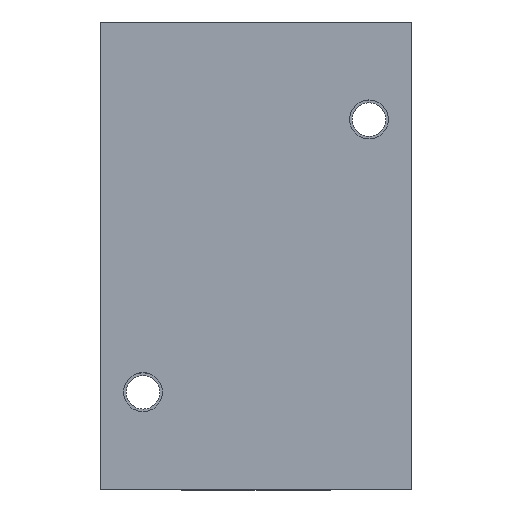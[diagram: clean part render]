
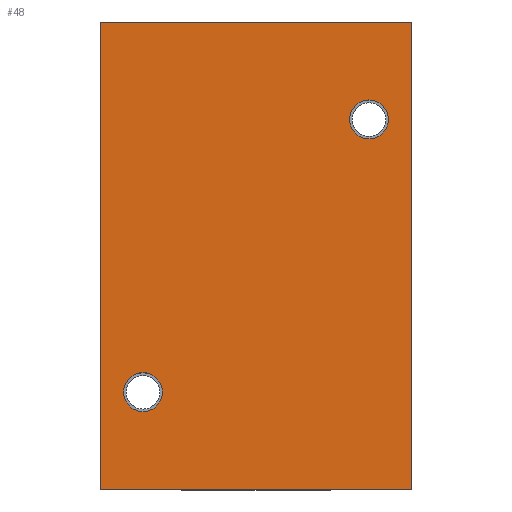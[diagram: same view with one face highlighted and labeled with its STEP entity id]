
A CAD part, top view. The second image highlights one B-rep face of the part: STEP entity #48.
In plain terms, the highlighted planar face has unit normal (0, 0, 1).
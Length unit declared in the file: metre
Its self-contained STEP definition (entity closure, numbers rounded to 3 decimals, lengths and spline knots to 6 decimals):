
#48 = ADVANCED_FACE( '', ( #111, #112, #113 ), #114, .T. );
#111 = FACE_BOUND( '', #206, .T. );
#112 = FACE_OUTER_BOUND( '', #207, .T. );
#113 = FACE_BOUND( '', #208, .T. );
#114 = PLANE( '', #209 );
#206 = EDGE_LOOP( '', ( #297 ) );
#207 = EDGE_LOOP( '', ( #298, #299, #300, #301 ) );
#208 = EDGE_LOOP( '', ( #302 ) );
#209 = AXIS2_PLACEMENT_3D( '', #303, #304, #305 );
#297 = ORIENTED_EDGE( '', *, *, #454, .T. );
#298 = ORIENTED_EDGE( '', *, *, #455, .F. );
#299 = ORIENTED_EDGE( '', *, *, #456, .F. );
#300 = ORIENTED_EDGE( '', *, *, #457, .T. );
#301 = ORIENTED_EDGE( '', *, *, #458, .T. );
#302 = ORIENTED_EDGE( '', *, *, #452, .T. );
#303 = CARTESIAN_POINT( '', ( -0.02, -0.03, 0.017 ) );
#304 = DIRECTION( '', ( 0., 0., 1. ) );
#305 = DIRECTION( '', ( 1., 0., 0. ) );
#452 = EDGE_CURVE( '', #511, #511, #512, .T. );
#454 = EDGE_CURVE( '', #514, #514, #515, .T. );
#455 = EDGE_CURVE( '', #516, #517, #518, .T. );
#456 = EDGE_CURVE( '', #519, #516, #520, .T. );
#457 = EDGE_CURVE( '', #519, #521, #522, .T. );
#458 = EDGE_CURVE( '', #521, #517, #523, .T. );
#511 = VERTEX_POINT( '', #599 );
#512 = CIRCLE( '', #600, 0.0025 );
#514 = VERTEX_POINT( '', #602 );
#515 = CIRCLE( '', #603, 0.0025 );
#516 = VERTEX_POINT( '', #604 );
#517 = VERTEX_POINT( '', #605 );
#518 = LINE( '', #606, #607 );
#519 = VERTEX_POINT( '', #608 );
#520 = LINE( '', #609, #610 );
#521 = VERTEX_POINT( '', #611 );
#522 = LINE( '', #612, #613 );
#523 = LINE( '', #614, #615 );
#599 = CARTESIAN_POINT( '', ( -0.012, -0.0175, 0.017 ) );
#600 = AXIS2_PLACEMENT_3D( '', #762, #763, #764 );
#602 = CARTESIAN_POINT( '', ( 0.017, 0.0175, 0.017 ) );
#603 = AXIS2_PLACEMENT_3D( '', #765, #766, #767 );
#604 = CARTESIAN_POINT( '', ( -0.02, 0.03, 0.017 ) );
#605 = CARTESIAN_POINT( '', ( 0.02, 0.03, 0.017 ) );
#606 = CARTESIAN_POINT( '', ( -0.02, 0.03, 0.017 ) );
#607 = VECTOR( '', #768, 1. );
#608 = CARTESIAN_POINT( '', ( -0.02, -0.03, 0.017 ) );
#609 = CARTESIAN_POINT( '', ( -0.02, -0.03, 0.017 ) );
#610 = VECTOR( '', #769, 1. );
#611 = CARTESIAN_POINT( '', ( 0.02, -0.03, 0.017 ) );
#612 = CARTESIAN_POINT( '', ( -0.02, -0.03, 0.017 ) );
#613 = VECTOR( '', #770, 1. );
#614 = CARTESIAN_POINT( '', ( 0.02, -0.03, 0.017 ) );
#615 = VECTOR( '', #771, 1. );
#762 = CARTESIAN_POINT( '', ( -0.0145, -0.0175, 0.017 ) );
#763 = DIRECTION( '', ( 0., 0., -1. ) );
#764 = DIRECTION( '', ( 1., 0., 0. ) );
#765 = CARTESIAN_POINT( '', ( 0.0145, 0.0175, 0.017 ) );
#766 = DIRECTION( '', ( 0., 0., -1. ) );
#767 = DIRECTION( '', ( 1., 0., 0. ) );
#768 = DIRECTION( '', ( 1., 0., 0. ) );
#769 = DIRECTION( '', ( 0., 1., 0. ) );
#770 = DIRECTION( '', ( 1., 0., 0. ) );
#771 = DIRECTION( '', ( 0., 1., 0. ) );
